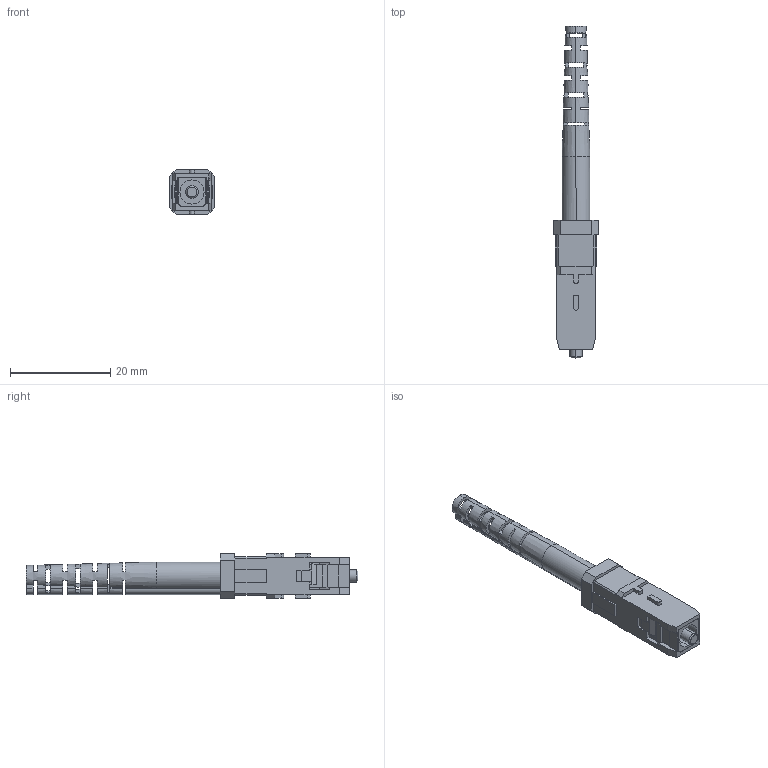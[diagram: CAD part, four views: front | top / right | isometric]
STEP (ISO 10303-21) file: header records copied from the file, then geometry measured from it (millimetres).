
FILE_DESCRIPTION (( 'STEP AP214' ), '1' );
FILE_NAME ('FOC-SCMMS30FB.STEP', '2020-02-27T18:08:41', ( '' ), ( '' ), 'SwSTEP 2.0', 'SolidWorks 2018', '' );
FILE_SCHEMA (( 'AUTOMOTIVE_DESIGN' ));
Length unit declared in the file: inch
Products named in the file (7): FOC-101BA MA1; FOC-101BA_Without boot; FOC-SCMMS30FB; FOC-101BA MA4; FOC-101BA MA2; FOC-101BA MA6; 1AF02-025-MA2
Assembly tree (6 placements, depth 3):
  FOC-SCMMS30FB
    FOC-101BA_Without boot
      FOC-101BA MA2
      FOC-101BA MA1
      FOC-101BA MA4
      FOC-101BA MA6
    1AF02-025-MA2
Bounding box: 8.89 x 66.34 x 8.89 mm (x, y, z)
Volume: 1603.4 mm3; surface area: 3895.3 mm2
Topology: 5 solids, 5 shells, 305 faces, 918 edges, 603 vertices
Faces by surface type: plane 244, cylinder 43, cone 18
Entity records: 11764 total; most frequent: CARTESIAN_POINT 2314, ORIENTED_EDGE 1836, DIRECTION 1682, EDGE_CURVE 918, LINE 608, VECTOR 608, VERTEX_POINT 603, AXIS2_PLACEMENT_3D 537
